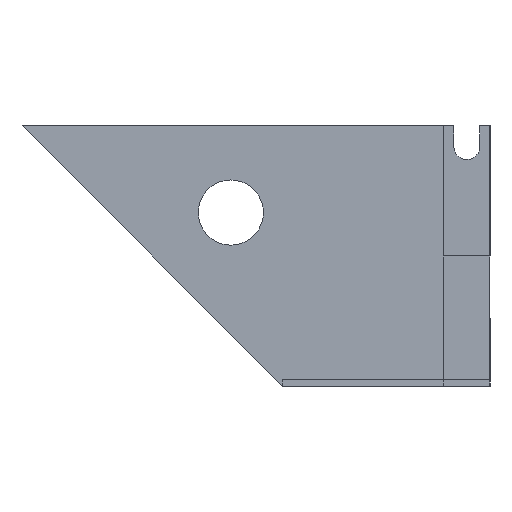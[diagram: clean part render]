
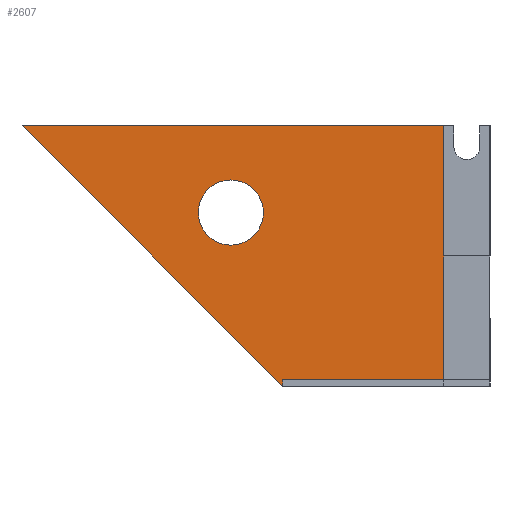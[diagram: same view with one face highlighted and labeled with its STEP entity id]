
A CAD part, left-side view. The second image highlights one B-rep face of the part: STEP entity #2607.
In plain terms, the highlighted planar face has unit normal (-1, 0, 0).
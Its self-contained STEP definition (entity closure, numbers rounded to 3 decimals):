
#320 = PLANE('',#321);
#321 = AXIS2_PLACEMENT_3D('',#322,#323,#324);
#322 = CARTESIAN_POINT('',(0.,14.2,0.));
#323 = DIRECTION('',(1.,0.,0.));
#324 = DIRECTION('',(0.,-1.,0.));
#386 = VERTEX_POINT('',#387);
#387 = CARTESIAN_POINT('',(0.,14.2,2.));
#401 = PLANE('',#402);
#402 = AXIS2_PLACEMENT_3D('',#403,#404,#405);
#403 = CARTESIAN_POINT('',(0.,63.64,0.));
#404 = DIRECTION('',(1.,0.,0.));
#405 = DIRECTION('',(0.,-1.,0.));
#441 = VERTEX_POINT('',#442);
#442 = CARTESIAN_POINT('',(0.,63.64,
    0.));
#456 = PLANE('',#457);
#457 = AXIS2_PLACEMENT_3D('',#458,#459,#460);
#458 = CARTESIAN_POINT('',(0.,143.64,80.));
#459 = DIRECTION('',(0.,0.707,-0.707)
  );
#460 = DIRECTION('',(0.,-0.707,-0.707)
  );
#1098 = EDGE_CURVE('',#386,#1099,#1101,.T.);
#1099 = VERTEX_POINT('',#1100);
#1100 = CARTESIAN_POINT('',(0.,14.2,40.));
#1101 = SURFACE_CURVE('',#1102,(#1106,#1113),.PCURVE_S1.);
#1102 = LINE('',#1103,#1104);
#1103 = CARTESIAN_POINT('',(0.,14.2,0.));
#1104 = VECTOR('',#1105,1.);
#1105 = DIRECTION('',(0.,0.,1.));
#1106 = PCURVE('',#320,#1107);
#1107 = DEFINITIONAL_REPRESENTATION('',(#1108),#1112);
#1108 = LINE('',#1109,#1110);
#1109 = CARTESIAN_POINT('',(0.,0.));
#1110 = VECTOR('',#1111,1.);
#1111 = DIRECTION('',(0.,-1.));
#1112 = ( GEOMETRIC_REPRESENTATION_CONTEXT(2) 
PARAMETRIC_REPRESENTATION_CONTEXT() REPRESENTATION_CONTEXT('2D SPACE',''
  ) );
#1113 = PCURVE('',#1114,#1119);
#1114 = PLANE('',#1115);
#1115 = AXIS2_PLACEMENT_3D('',#1116,#1117,#1118);
#1116 = CARTESIAN_POINT('',(0.,60.104,
    47.992));
#1117 = DIRECTION('',(-1.,0.,0.));
#1118 = DIRECTION('',(0.,0.,-1.));
#1119 = DEFINITIONAL_REPRESENTATION('',(#1120),#1124);
#1120 = LINE('',#1121,#1122);
#1121 = CARTESIAN_POINT('',(47.992,45.904));
#1122 = VECTOR('',#1123,1.);
#1123 = DIRECTION('',(-1.,0.));
#1124 = ( GEOMETRIC_REPRESENTATION_CONTEXT(2) 
PARAMETRIC_REPRESENTATION_CONTEXT() REPRESENTATION_CONTEXT('2D SPACE',''
  ) );
#1175 = EDGE_CURVE('',#441,#1176,#1178,.T.);
#1176 = VERTEX_POINT('',#1177);
#1177 = CARTESIAN_POINT('',(0.,63.64,2.));
#1178 = SURFACE_CURVE('',#1179,(#1183,#1190),.PCURVE_S1.);
#1179 = LINE('',#1180,#1181);
#1180 = CARTESIAN_POINT('',(0.,63.64,0.));
#1181 = VECTOR('',#1182,1.);
#1182 = DIRECTION('',(0.,0.,1.));
#1183 = PCURVE('',#401,#1184);
#1184 = DEFINITIONAL_REPRESENTATION('',(#1185),#1189);
#1185 = LINE('',#1186,#1187);
#1186 = CARTESIAN_POINT('',(0.,0.));
#1187 = VECTOR('',#1188,1.);
#1188 = DIRECTION('',(0.,-1.));
#1189 = ( GEOMETRIC_REPRESENTATION_CONTEXT(2) 
PARAMETRIC_REPRESENTATION_CONTEXT() REPRESENTATION_CONTEXT('2D SPACE',''
  ) );
#1190 = PCURVE('',#1114,#1191);
#1191 = DEFINITIONAL_REPRESENTATION('',(#1192),#1196);
#1192 = LINE('',#1193,#1194);
#1193 = CARTESIAN_POINT('',(47.992,-3.536));
#1194 = VECTOR('',#1195,1.);
#1195 = DIRECTION('',(-1.,0.));
#1196 = ( GEOMETRIC_REPRESENTATION_CONTEXT(2) 
PARAMETRIC_REPRESENTATION_CONTEXT() REPRESENTATION_CONTEXT('2D SPACE',''
  ) );
#1198 = EDGE_CURVE('',#1176,#386,#1199,.T.);
#1199 = SURFACE_CURVE('',#1200,(#1204,#1211),.PCURVE_S1.);
#1200 = LINE('',#1201,#1202);
#1201 = CARTESIAN_POINT('',(0.,63.64,2.));
#1202 = VECTOR('',#1203,1.);
#1203 = DIRECTION('',(0.,-1.,0.));
#1204 = PCURVE('',#401,#1205);
#1205 = DEFINITIONAL_REPRESENTATION('',(#1206),#1210);
#1206 = LINE('',#1207,#1208);
#1207 = CARTESIAN_POINT('',(0.,-2.));
#1208 = VECTOR('',#1209,1.);
#1209 = DIRECTION('',(1.,0.));
#1210 = ( GEOMETRIC_REPRESENTATION_CONTEXT(2) 
PARAMETRIC_REPRESENTATION_CONTEXT() REPRESENTATION_CONTEXT('2D SPACE',''
  ) );
#1211 = PCURVE('',#1114,#1212);
#1212 = DEFINITIONAL_REPRESENTATION('',(#1213),#1217);
#1213 = LINE('',#1214,#1215);
#1214 = CARTESIAN_POINT('',(45.992,-3.536));
#1215 = VECTOR('',#1216,1.);
#1216 = DIRECTION('',(0.,1.));
#1217 = ( GEOMETRIC_REPRESENTATION_CONTEXT(2) 
PARAMETRIC_REPRESENTATION_CONTEXT() REPRESENTATION_CONTEXT('2D SPACE',''
  ) );
#1224 = VERTEX_POINT('',#1225);
#1225 = CARTESIAN_POINT('',(0.,143.64,80.));
#1241 = PLANE('',#1242);
#1242 = AXIS2_PLACEMENT_3D('',#1243,#1244,#1245);
#1243 = CARTESIAN_POINT('',(0.,0.,80.));
#1244 = DIRECTION('',(0.,0.,1.));
#1245 = DIRECTION('',(0.,1.,0.));
#1280 = EDGE_CURVE('',#1224,#441,#1281,.T.);
#1281 = SURFACE_CURVE('',#1282,(#1286,#1293),.PCURVE_S1.);
#1282 = LINE('',#1283,#1284);
#1283 = CARTESIAN_POINT('',(0.,143.64,80.));
#1284 = VECTOR('',#1285,1.);
#1285 = DIRECTION('',(0.,-0.707,-0.707
    ));
#1286 = PCURVE('',#456,#1287);
#1287 = DEFINITIONAL_REPRESENTATION('',(#1288),#1292);
#1288 = LINE('',#1289,#1290);
#1289 = CARTESIAN_POINT('',(0.,0.));
#1290 = VECTOR('',#1291,1.);
#1291 = DIRECTION('',(1.,0.));
#1292 = ( GEOMETRIC_REPRESENTATION_CONTEXT(2) 
PARAMETRIC_REPRESENTATION_CONTEXT() REPRESENTATION_CONTEXT('2D SPACE',''
  ) );
#1293 = PCURVE('',#1114,#1294);
#1294 = DEFINITIONAL_REPRESENTATION('',(#1295),#1299);
#1295 = LINE('',#1296,#1297);
#1296 = CARTESIAN_POINT('',(-32.008,-83.536));
#1297 = VECTOR('',#1298,1.);
#1298 = DIRECTION('',(0.707,0.707));
#1299 = ( GEOMETRIC_REPRESENTATION_CONTEXT(2) 
PARAMETRIC_REPRESENTATION_CONTEXT() REPRESENTATION_CONTEXT('2D SPACE',''
  ) );
#2226 = PLANE('',#2227);
#2227 = AXIS2_PLACEMENT_3D('',#2228,#2229,#2230);
#2228 = CARTESIAN_POINT('',(123.55,14.2,40.));
#2229 = DIRECTION('',(0.,-1.,0.));
#2230 = DIRECTION('',(-1.,0.,0.));
#2607 = ADVANCED_FACE('',(#2608,#2658),#1114,.T.);
#2608 = FACE_BOUND('',#2609,.T.);
#2609 = EDGE_LOOP('',(#2610,#2611,#2612,#2635,#2656,#2657));
#2610 = ORIENTED_EDGE('',*,*,#1198,.T.);
#2611 = ORIENTED_EDGE('',*,*,#1098,.T.);
#2612 = ORIENTED_EDGE('',*,*,#2613,.T.);
#2613 = EDGE_CURVE('',#1099,#2614,#2616,.T.);
#2614 = VERTEX_POINT('',#2615);
#2615 = CARTESIAN_POINT('',(0.,14.2,80.));
#2616 = SURFACE_CURVE('',#2617,(#2621,#2628),.PCURVE_S1.);
#2617 = LINE('',#2618,#2619);
#2618 = CARTESIAN_POINT('',(0.,14.2,0.));
#2619 = VECTOR('',#2620,1.);
#2620 = DIRECTION('',(0.,0.,1.));
#2621 = PCURVE('',#1114,#2622);
#2622 = DEFINITIONAL_REPRESENTATION('',(#2623),#2627);
#2623 = LINE('',#2624,#2625);
#2624 = CARTESIAN_POINT('',(47.992,45.904));
#2625 = VECTOR('',#2626,1.);
#2626 = DIRECTION('',(-1.,0.));
#2627 = ( GEOMETRIC_REPRESENTATION_CONTEXT(2) 
PARAMETRIC_REPRESENTATION_CONTEXT() REPRESENTATION_CONTEXT('2D SPACE',''
  ) );
#2628 = PCURVE('',#2226,#2629);
#2629 = DEFINITIONAL_REPRESENTATION('',(#2630),#2634);
#2630 = LINE('',#2631,#2632);
#2631 = CARTESIAN_POINT('',(123.55,40.));
#2632 = VECTOR('',#2633,1.);
#2633 = DIRECTION('',(0.,-1.));
#2634 = ( GEOMETRIC_REPRESENTATION_CONTEXT(2) 
PARAMETRIC_REPRESENTATION_CONTEXT() REPRESENTATION_CONTEXT('2D SPACE',''
  ) );
#2635 = ORIENTED_EDGE('',*,*,#2636,.T.);
#2636 = EDGE_CURVE('',#2614,#1224,#2637,.T.);
#2637 = SURFACE_CURVE('',#2638,(#2642,#2649),.PCURVE_S1.);
#2638 = LINE('',#2639,#2640);
#2639 = CARTESIAN_POINT('',(0.,0.,80.));
#2640 = VECTOR('',#2641,1.);
#2641 = DIRECTION('',(0.,1.,0.));
#2642 = PCURVE('',#1114,#2643);
#2643 = DEFINITIONAL_REPRESENTATION('',(#2644),#2648);
#2644 = LINE('',#2645,#2646);
#2645 = CARTESIAN_POINT('',(-32.008,60.104));
#2646 = VECTOR('',#2647,1.);
#2647 = DIRECTION('',(0.,-1.));
#2648 = ( GEOMETRIC_REPRESENTATION_CONTEXT(2) 
PARAMETRIC_REPRESENTATION_CONTEXT() REPRESENTATION_CONTEXT('2D SPACE',''
  ) );
#2649 = PCURVE('',#1241,#2650);
#2650 = DEFINITIONAL_REPRESENTATION('',(#2651),#2655);
#2651 = LINE('',#2652,#2653);
#2652 = CARTESIAN_POINT('',(0.,0.));
#2653 = VECTOR('',#2654,1.);
#2654 = DIRECTION('',(1.,0.));
#2655 = ( GEOMETRIC_REPRESENTATION_CONTEXT(2) 
PARAMETRIC_REPRESENTATION_CONTEXT() REPRESENTATION_CONTEXT('2D SPACE',''
  ) );
#2656 = ORIENTED_EDGE('',*,*,#1280,.T.);
#2657 = ORIENTED_EDGE('',*,*,#1175,.T.);
#2658 = FACE_BOUND('',#2659,.T.);
#2659 = EDGE_LOOP('',(#2660));
#2660 = ORIENTED_EDGE('',*,*,#2661,.T.);
#2661 = EDGE_CURVE('',#2662,#2662,#2664,.T.);
#2662 = VERTEX_POINT('',#2663);
#2663 = CARTESIAN_POINT('',(0.,89.55,53.333));
#2664 = SURFACE_CURVE('',#2665,(#2670,#2681),.PCURVE_S1.);
#2665 = CIRCLE('',#2666,10.);
#2666 = AXIS2_PLACEMENT_3D('',#2667,#2668,#2669);
#2667 = CARTESIAN_POINT('',(0.,79.55,53.333));
#2668 = DIRECTION('',(1.,0.,0.));
#2669 = DIRECTION('',(0.,1.,0.));
#2670 = PCURVE('',#1114,#2671);
#2671 = DEFINITIONAL_REPRESENTATION('',(#2672),#2680);
#2672 = ( BOUNDED_CURVE() B_SPLINE_CURVE(2,(#2673,#2674,#2675,#2676,
#2677,#2678,#2679),.UNSPECIFIED.,.T.,.F.) B_SPLINE_CURVE_WITH_KNOTS((1,2
    ,2,2,2,1),(-2.094,0.,2.094,4.189,
6.283,8.378),.UNSPECIFIED.) CURVE() 
GEOMETRIC_REPRESENTATION_ITEM() RATIONAL_B_SPLINE_CURVE((1.,0.5,1.,0.5,
1.,0.5,1.)) REPRESENTATION_ITEM('') );
#2673 = CARTESIAN_POINT('',(-5.342,-29.445));
#2674 = CARTESIAN_POINT('',(-22.662,-29.445));
#2675 = CARTESIAN_POINT('',(-14.002,-14.445));
#2676 = CARTESIAN_POINT('',(-5.342,0.555));
#2677 = CARTESIAN_POINT('',(3.319,-14.445));
#2678 = CARTESIAN_POINT('',(11.979,-29.445));
#2679 = CARTESIAN_POINT('',(-5.342,-29.445));
#2680 = ( GEOMETRIC_REPRESENTATION_CONTEXT(2) 
PARAMETRIC_REPRESENTATION_CONTEXT() REPRESENTATION_CONTEXT('2D SPACE',''
  ) );
#2681 = PCURVE('',#2682,#2687);
#2682 = CYLINDRICAL_SURFACE('',#2683,10.);
#2683 = AXIS2_PLACEMENT_3D('',#2684,#2685,#2686);
#2684 = CARTESIAN_POINT('',(5000.,79.55,53.333));
#2685 = DIRECTION('',(1.,0.,0.));
#2686 = DIRECTION('',(0.,1.,0.));
#2687 = DEFINITIONAL_REPRESENTATION('',(#2688),#2692);
#2688 = LINE('',#2689,#2690);
#2689 = CARTESIAN_POINT('',(0.,-5000.));
#2690 = VECTOR('',#2691,1.);
#2691 = DIRECTION('',(1.,0.));
#2692 = ( GEOMETRIC_REPRESENTATION_CONTEXT(2) 
PARAMETRIC_REPRESENTATION_CONTEXT() REPRESENTATION_CONTEXT('2D SPACE',''
  ) );
